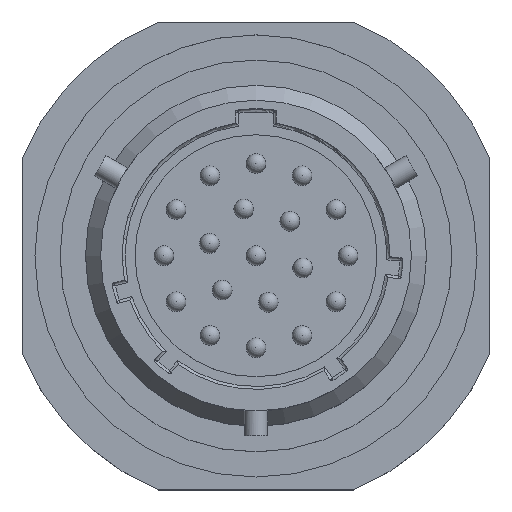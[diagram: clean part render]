
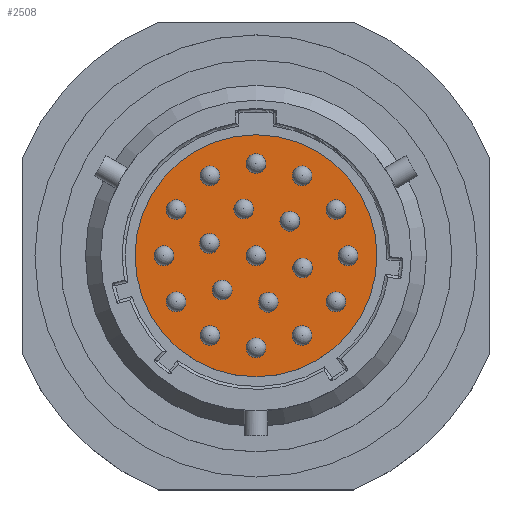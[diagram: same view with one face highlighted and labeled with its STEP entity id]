
A CAD part, top view. The second image highlights one B-rep face of the part: STEP entity #2508.
In plain terms, the highlighted planar face has unit normal (0, 0, 1).
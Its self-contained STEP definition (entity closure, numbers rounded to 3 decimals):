
#215=PLANE($,#2973);
#685=FACE_OUTER_BOUND($,#983,.T.);
#983=EDGE_LOOP($,(#2203));
#1151=CIRCLE($,#2971,9.85);
#1363=VERTEX_POINT($,#5106);
#1643=EDGE_CURVE($,#1363,#1363,#1151,.T.);
#2203=ORIENTED_EDGE($,*,*,#1643,.T.);
#2508=ADVANCED_FACE($,(#685),#215,.T.);
#2971=AXIS2_PLACEMENT_3D($,#5107,#3809,#3810);
#2973=AXIS2_PLACEMENT_3D($,#5110,#3813,#3814);
#3809=DIRECTION('center_axis',(0.,0.,1.));
#3810=DIRECTION('ref_axis',(1.,0.,0.));
#3813=DIRECTION('center_axis',(0.,0.,1.));
#3814=DIRECTION('ref_axis',(-1.,0.,0.));
#5106=CARTESIAN_POINT('',(9.85,0.,22.45));
#5107=CARTESIAN_POINT('Origin',(0.,0.,22.45));
#5110=CARTESIAN_POINT('Origin',(0.,0.,22.45));
